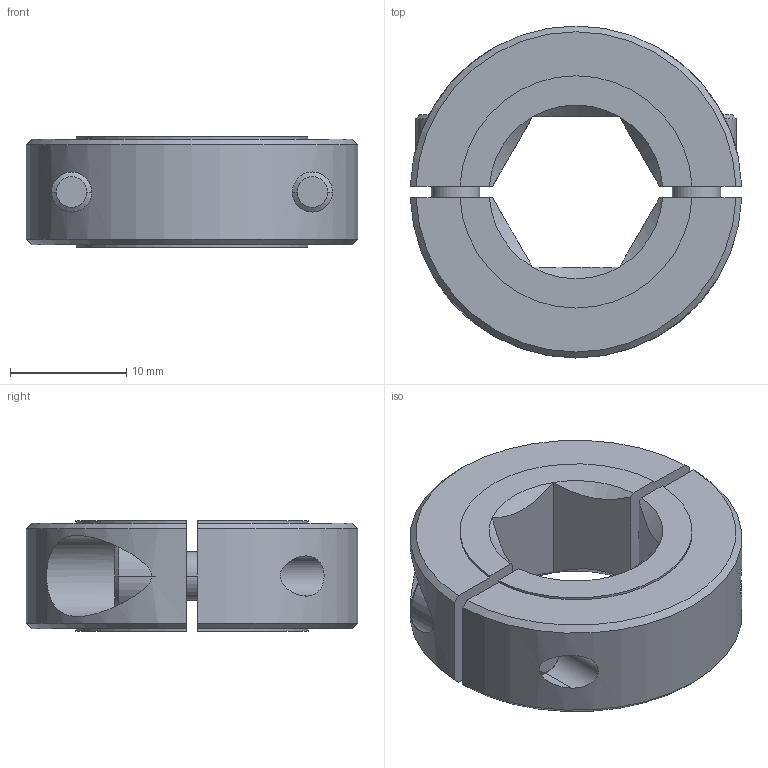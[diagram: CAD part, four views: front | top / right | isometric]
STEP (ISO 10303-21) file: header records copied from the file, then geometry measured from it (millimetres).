
FILE_DESCRIPTION (( 'STEP AP214' ), '1' );
FILE_NAME ('217-4106S-STEP-20140806.STEP', '2014-08-06T22:10:43', ( '' ), ( '' ), 'SwSTEP 2.0', 'SolidWorks 2014', '' );
FILE_SCHEMA (( 'AUTOMOTIVE_DESIGN' ));
Length unit declared in the file: millimetre
Products named in the file (4): 217-4106-003 Rev2_90128A192; 217-4106-001 Rev2; 217-4106-002 Rev2; 217-4106S-STEP-20140806
Assembly tree (4 placements, depth 2):
  217-4106S-STEP-20140806
    217-4106-002 Rev2
    217-4106-001 Rev2
    217-4106-003 Rev2_90128A192  x2
Bounding box: 28.56 x 28.57 x 9.53 mm (x, y, z)
Volume: 4147 mm3; surface area: 3367.5 mm2
Topology: 4 solids, 4 shells, 108 faces, 246 edges, 152 vertices
Faces by surface type: cone 42, plane 40, cylinder 26
Entity records: 3011 total; most frequent: CARTESIAN_POINT 932, DIRECTION 393, ORIENTED_EDGE 390, EDGE_CURVE 195, AXIS2_PLACEMENT_3D 153, VERTEX_POINT 124, EDGE_LOOP 93, VECTOR 87
